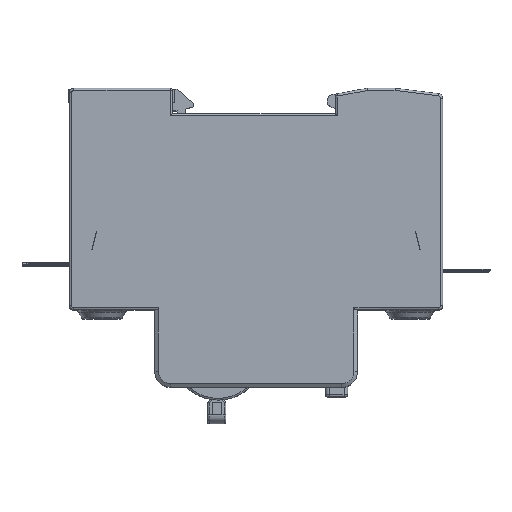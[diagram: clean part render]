
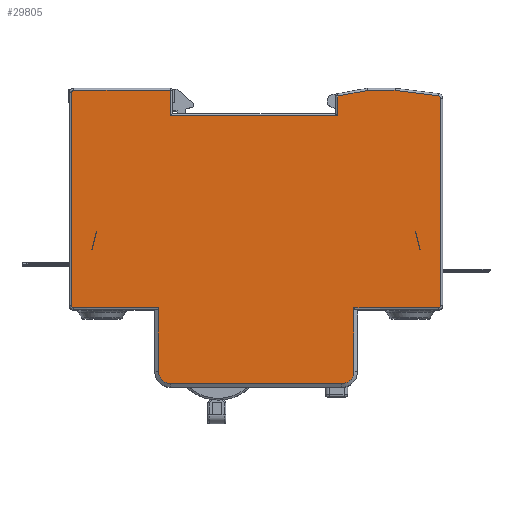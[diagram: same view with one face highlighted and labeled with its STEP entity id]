
A CAD part, top view. The second image highlights one B-rep face of the part: STEP entity #29805.
In plain terms, the highlighted planar face has unit normal (0, 0, 1).
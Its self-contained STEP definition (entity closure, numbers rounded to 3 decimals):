
#1150=CARTESIAN_POINT('',(1.,34.6,36.));
#1151=DIRECTION('',(0.,0.,-1.));
#1152=DIRECTION('',(-1.,0.,0.));
#1153=AXIS2_PLACEMENT_3D('',#1150,#1151,#1152);
#1155=DIRECTION('',(0.983,0.183,0.));
#1156=VECTOR('',#1155,6.658);
#1157=CARTESIAN_POINT('',(59.3,33.884,36.));
#1158=LINE('',#1157,#1156);
#1159=DIRECTION('',(0.992,-0.123,0.));
#1160=VECTOR('',#1159,9.666);
#1161=CARTESIAN_POINT('',(71.969,35.1,36.));
#1162=LINE('',#1161,#1160);
#1163=CARTESIAN_POINT('',(81.5,33.416,36.));
#1164=DIRECTION('',(0.,0.,-1.));
#1165=DIRECTION('',(0.123,0.992,0.));
#1166=AXIS2_PLACEMENT_3D('',#1163,#1164,#1165);
#1168=DIRECTION('',(0.,-1.,0.));
#1169=VECTOR('',#1168,45.916);
#1170=CARTESIAN_POINT('',(82.,33.416,36.));
#1171=LINE('',#1170,#1169);
#1172=CARTESIAN_POINT('',(81.6,-12.5,36.));
#1173=DIRECTION('',(0.,0.,-1.));
#1174=DIRECTION('',(1.,0.,0.));
#1175=AXIS2_PLACEMENT_3D('',#1172,#1173,#1174);
#1177=DIRECTION('',(0.,-1.,0.));
#1178=VECTOR('',#1177,14.1);
#1179=CARTESIAN_POINT('',(62.9,-12.9,36.));
#1180=LINE('',#1179,#1178);
#1181=CARTESIAN_POINT('',(60.2,-27.,36.));
#1182=DIRECTION('',(0.,0.,-1.));
#1183=DIRECTION('',(1.,0.,0.));
#1184=AXIS2_PLACEMENT_3D('',#1181,#1182,#1183);
#1186=DIRECTION('',(-1.,0.,0.));
#1187=VECTOR('',#1186,37.8);
#1188=CARTESIAN_POINT('',(60.2,-29.7,36.));
#1189=LINE('',#1188,#1187);
#1190=CARTESIAN_POINT('',(22.4,-27.,36.));
#1191=DIRECTION('',(0.,0.,-1.));
#1192=DIRECTION('',(0.,-1.,0.));
#1193=AXIS2_PLACEMENT_3D('',#1190,#1191,#1192);
#1195=DIRECTION('',(0.,1.,0.));
#1196=VECTOR('',#1195,14.1);
#1197=CARTESIAN_POINT('',(19.7,-27.,36.));
#1198=LINE('',#1197,#1196);
#1199=CARTESIAN_POINT('',(0.9,-12.5,36.));
#1200=DIRECTION('',(0.,0.,-1.));
#1201=DIRECTION('',(0.,-1.,0.));
#1202=AXIS2_PLACEMENT_3D('',#1199,#1200,#1201);
#1204=DIRECTION('',(0.243,0.97,0.));
#1205=VECTOR('',#1204,4.123);
#1206=CARTESIAN_POINT('',(5.05,0.,36.));
#1207=LINE('',#1206,#1205);
#1208=DIRECTION('',(-1.,0.,0.));
#1209=VECTOR('',#1208,0.05);
#1210=CARTESIAN_POINT('',(6.05,4.,36.));
#1211=LINE('',#1210,#1209);
#1212=DIRECTION('',(-0.243,-0.97,0.));
#1213=VECTOR('',#1212,4.123);
#1214=CARTESIAN_POINT('',(6.,4.,36.));
#1215=LINE('',#1214,#1213);
#1216=DIRECTION('',(1.,0.,0.));
#1217=VECTOR('',#1216,0.05);
#1218=CARTESIAN_POINT('',(77.45,0.,36.));
#1219=LINE('',#1218,#1217);
#1220=DIRECTION('',(-0.243,0.97,0.));
#1221=VECTOR('',#1220,4.123);
#1222=CARTESIAN_POINT('',(77.5,0.,36.));
#1223=LINE('',#1222,#1221);
#1224=DIRECTION('',(-1.,0.,0.));
#1225=VECTOR('',#1224,0.05);
#1226=CARTESIAN_POINT('',(76.5,4.,36.));
#1227=LINE('',#1226,#1225);
#1228=DIRECTION('',(0.243,-0.97,0.));
#1229=VECTOR('',#1228,4.123);
#1230=CARTESIAN_POINT('',(76.45,4.,36.));
#1231=LINE('',#1230,#1229);
#1236=DIRECTION('',(0.,-1.,0.));
#1237=VECTOR('',#1236,47.1);
#1238=CARTESIAN_POINT('',(0.5,34.6,36.));
#1239=LINE('',#1238,#1237);
#1621=DIRECTION('',(-1.,0.,0.));
#1622=VECTOR('',#1621,6.123);
#1623=CARTESIAN_POINT('',(71.969,35.1,36.));
#1624=LINE('',#1623,#1622);
#1644=CARTESIAN_POINT('',(65.846,35.1,36.));
#1665=DIRECTION('',(0.,-1.,0.));
#1666=VECTOR('',#1665,4.384);
#1667=CARTESIAN_POINT('',(59.3,33.884,36.));
#1668=LINE('',#1667,#1666);
#1669=CARTESIAN_POINT('',(59.3,29.5,36.));
#1691=DIRECTION('',(-1.,0.,0.));
#1692=VECTOR('',#1691,37.);
#1693=CARTESIAN_POINT('',(59.3,29.5,36.));
#1694=LINE('',#1693,#1692);
#1721=DIRECTION('',(0.,1.,0.));
#1722=VECTOR('',#1721,5.6);
#1723=CARTESIAN_POINT('',(22.3,29.5,36.));
#1724=LINE('',#1723,#1722);
#1740=DIRECTION('',(-1.,0.,0.));
#1741=VECTOR('',#1740,21.3);
#1742=CARTESIAN_POINT('',(22.3,35.1,36.));
#1743=LINE('',#1742,#1741);
#7658=DIRECTION('',(1.,0.,0.));
#7659=VECTOR('',#7658,18.7);
#7660=CARTESIAN_POINT('',(62.9,-12.9,36.));
#7661=LINE('',#7660,#7659);
#7697=CARTESIAN_POINT('',(19.7,-12.9,36.));
#7712=DIRECTION('',(1.,0.,0.));
#7713=VECTOR('',#7712,18.8);
#7714=CARTESIAN_POINT('',(0.9,-12.9,36.));
#7715=LINE('',#7714,#7713);
#21147=DIRECTION('',(-1.,0.,0.));
#21148=VECTOR('',#21147,0.05);
#21149=CARTESIAN_POINT('',(5.05,0.,36.));
#21150=LINE('',#21149,#21148);
#24323=CARTESIAN_POINT('',(19.7,-27.,36.));
#24325=VERTEX_POINT('',#24323);
#24326=VERTEX_POINT('',#7697);
#24327=CARTESIAN_POINT('',(22.4,-29.7,36.));
#24328=VERTEX_POINT('',#24327);
#24329=CARTESIAN_POINT('',(60.2,-29.7,36.));
#24330=VERTEX_POINT('',#24329);
#24331=CARTESIAN_POINT('',(62.9,-27.,36.));
#24332=VERTEX_POINT('',#24331);
#24333=CARTESIAN_POINT('',(62.9,-12.9,36.));
#24334=VERTEX_POINT('',#24333);
#24335=CARTESIAN_POINT('',(82.,-12.5,36.));
#24336=CARTESIAN_POINT('',(81.6,-12.9,36.));
#24337=VERTEX_POINT('',#24335);
#24338=VERTEX_POINT('',#24336);
#24339=CARTESIAN_POINT('',(0.9,-12.9,36.));
#24340=VERTEX_POINT('',#24339);
#24341=CARTESIAN_POINT('',(0.5,-12.5,36.));
#24342=VERTEX_POINT('',#24341);
#25736=CARTESIAN_POINT('',(71.969,35.1,36.));
#25737=VERTEX_POINT('',#25736);
#25738=CARTESIAN_POINT('',(81.561,33.912,36.));
#25739=VERTEX_POINT('',#25738);
#25740=CARTESIAN_POINT('',(82.,33.416,36.));
#25741=VERTEX_POINT('',#25740);
#26395=VERTEX_POINT('',#1669);
#26396=CARTESIAN_POINT('',(22.3,29.5,36.));
#26397=VERTEX_POINT('',#26396);
#26398=CARTESIAN_POINT('',(59.3,33.884,36.));
#26399=VERTEX_POINT('',#26398);
#26403=VERTEX_POINT('',#1644);
#26404=CARTESIAN_POINT('',(0.5,34.6,36.));
#26405=CARTESIAN_POINT('',(1.,35.1,36.));
#26406=VERTEX_POINT('',#26404);
#26407=VERTEX_POINT('',#26405);
#26408=CARTESIAN_POINT('',(22.3,35.1,36.));
#26409=VERTEX_POINT('',#26408);
#26410=CARTESIAN_POINT('',(76.5,4.,36.));
#26412=VERTEX_POINT('',#26410);
#26414=CARTESIAN_POINT('',(6.,4.,36.));
#26416=VERTEX_POINT('',#26414);
#28108=CARTESIAN_POINT('',(77.5,0.,36.));
#28110=VERTEX_POINT('',#28108);
#28118=CARTESIAN_POINT('',(5.,0.,36.));
#28119=VERTEX_POINT('',#28118);
#28204=CARTESIAN_POINT('',(6.05,4.,36.));
#28206=VERTEX_POINT('',#28204);
#28208=CARTESIAN_POINT('',(76.45,4.,36.));
#28210=VERTEX_POINT('',#28208);
#28404=CARTESIAN_POINT('',(77.45,0.,36.));
#28405=VERTEX_POINT('',#28404);
#28406=CARTESIAN_POINT('',(5.05,0.,36.));
#28407=VERTEX_POINT('',#28406);
#29739=CARTESIAN_POINT('',(41.25,-29.,36.));
#29740=DIRECTION('',(0.,0.,1.));
#29741=DIRECTION('',(0.,-1.,0.));
#29742=AXIS2_PLACEMENT_3D('',#29739,#29740,#29741);
#29743=PLANE('',#29742);
#29745=ORIENTED_EDGE('',*,*,#29744,.F.);
#29747=ORIENTED_EDGE('',*,*,#29746,.T.);
#29749=ORIENTED_EDGE('',*,*,#29748,.F.);
#29751=ORIENTED_EDGE('',*,*,#29750,.F.);
#29753=ORIENTED_EDGE('',*,*,#29752,.F.);
#29755=ORIENTED_EDGE('',*,*,#29754,.F.);
#29757=ORIENTED_EDGE('',*,*,#29756,.T.);
#29759=ORIENTED_EDGE('',*,*,#29758,.F.);
#29761=ORIENTED_EDGE('',*,*,#29760,.T.);
#29763=ORIENTED_EDGE('',*,*,#29762,.T.);
#29764=ORIENTED_EDGE('',*,*,#29729,.T.);
#29766=ORIENTED_EDGE('',*,*,#29765,.T.);
#29768=ORIENTED_EDGE('',*,*,#29767,.F.);
#29770=ORIENTED_EDGE('',*,*,#29769,.T.);
#29772=ORIENTED_EDGE('',*,*,#29771,.T.);
#29774=ORIENTED_EDGE('',*,*,#29773,.T.);
#29776=ORIENTED_EDGE('',*,*,#29775,.T.);
#29778=ORIENTED_EDGE('',*,*,#29777,.T.);
#29780=ORIENTED_EDGE('',*,*,#29779,.F.);
#29782=ORIENTED_EDGE('',*,*,#29781,.T.);
#29783=EDGE_LOOP('',(#29745,#29747,#29749,#29751,#29753,#29755,#29757,#29759,
#29761,#29763,#29764,#29766,#29768,#29770,#29772,#29774,#29776,#29778,#29780,
#29782));
#29784=FACE_OUTER_BOUND('',#29783,.F.);
#29786=ORIENTED_EDGE('',*,*,#29785,.T.);
#29788=ORIENTED_EDGE('',*,*,#29787,.T.);
#29790=ORIENTED_EDGE('',*,*,#29789,.T.);
#29792=ORIENTED_EDGE('',*,*,#29791,.F.);
#29793=EDGE_LOOP('',(#29786,#29788,#29790,#29792));
#29794=FACE_BOUND('',#29793,.F.);
#29796=ORIENTED_EDGE('',*,*,#29795,.T.);
#29798=ORIENTED_EDGE('',*,*,#29797,.T.);
#29800=ORIENTED_EDGE('',*,*,#29799,.T.);
#29802=ORIENTED_EDGE('',*,*,#29801,.T.);
#29803=EDGE_LOOP('',(#29796,#29798,#29800,#29802));
#29804=FACE_BOUND('',#29803,.F.);
#29805=ADVANCED_FACE('',(#29784,#29794,#29804),#29743,.T.);
#1154=CIRCLE('',#1153,0.5);
#1167=CIRCLE('',#1166,0.5);
#1176=CIRCLE('',#1175,0.4);
#1185=CIRCLE('',#1184,2.7);
#1194=CIRCLE('',#1193,2.7);
#1203=CIRCLE('',#1202,0.4);
#29729=EDGE_CURVE('',#25741,#24337,#1171,.T.);
#29744=EDGE_CURVE('',#26406,#24342,#1239,.T.);
#29746=EDGE_CURVE('',#26406,#26407,#1154,.T.);
#29748=EDGE_CURVE('',#26409,#26407,#1743,.T.);
#29750=EDGE_CURVE('',#26397,#26409,#1724,.T.);
#29752=EDGE_CURVE('',#26395,#26397,#1694,.T.);
#29754=EDGE_CURVE('',#26399,#26395,#1668,.T.);
#29756=EDGE_CURVE('',#26399,#26403,#1158,.T.);
#29758=EDGE_CURVE('',#25737,#26403,#1624,.T.);
#29760=EDGE_CURVE('',#25737,#25739,#1162,.T.);
#29762=EDGE_CURVE('',#25739,#25741,#1167,.T.);
#29765=EDGE_CURVE('',#24337,#24338,#1176,.T.);
#29767=EDGE_CURVE('',#24334,#24338,#7661,.T.);
#29769=EDGE_CURVE('',#24334,#24332,#1180,.T.);
#29771=EDGE_CURVE('',#24332,#24330,#1185,.T.);
#29773=EDGE_CURVE('',#24330,#24328,#1189,.T.);
#29775=EDGE_CURVE('',#24328,#24325,#1194,.T.);
#29777=EDGE_CURVE('',#24325,#24326,#1198,.T.);
#29779=EDGE_CURVE('',#24340,#24326,#7715,.T.);
#29781=EDGE_CURVE('',#24340,#24342,#1203,.T.);
#29785=EDGE_CURVE('',#28407,#28206,#1207,.T.);
#29787=EDGE_CURVE('',#28206,#26416,#1211,.T.);
#29789=EDGE_CURVE('',#26416,#28119,#1215,.T.);
#29791=EDGE_CURVE('',#28407,#28119,#21150,.T.);
#29795=EDGE_CURVE('',#28405,#28110,#1219,.T.);
#29797=EDGE_CURVE('',#28110,#26412,#1223,.T.);
#29799=EDGE_CURVE('',#26412,#28210,#1227,.T.);
#29801=EDGE_CURVE('',#28210,#28405,#1231,.T.);
